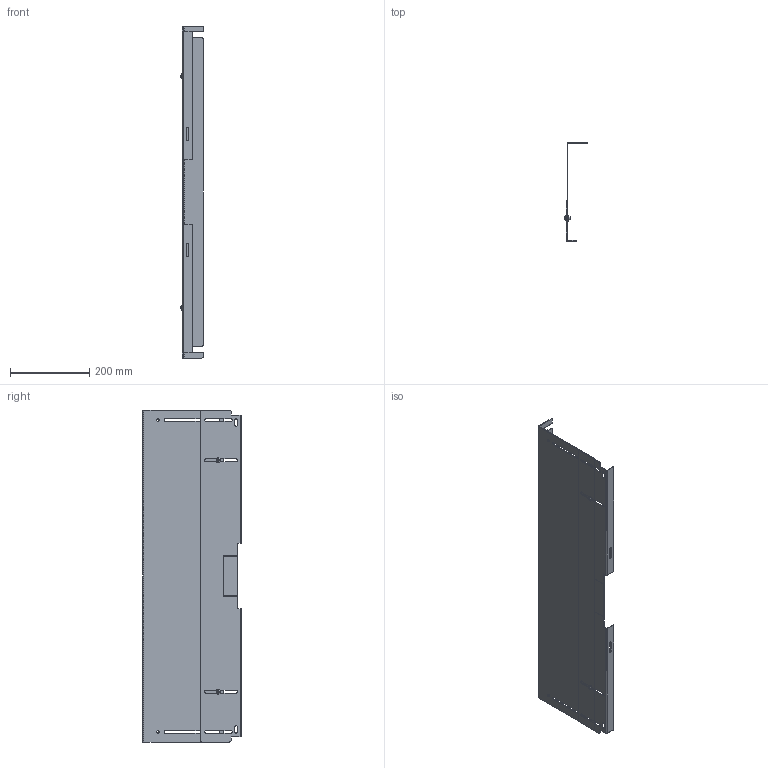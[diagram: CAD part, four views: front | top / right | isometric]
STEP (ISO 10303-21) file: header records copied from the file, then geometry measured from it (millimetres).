
FILE_DESCRIPTION (( 'STEP AP203' ), '1' );
FILE_NAME ('BKWM3612_Default.step', '2019-11-12T21:01:47', ( '' ), ( '' ), 'SwSTEP 2.0', 'SolidWorks 2019', '' );
FILE_SCHEMA (( 'CONFIG_CONTROL_DESIGN' ));
Length unit declared in the file: inch
Products named in the file (1): BKWM3612_Default
Bounding box: 56.83 x 247.92 x 838.2 mm (x, y, z)
Volume: 555957.4 mm3; surface area: 619040.6 mm2
Topology: 6 solids, 6 shells, 216 faces, 580 edges, 380 vertices
Faces by surface type: plane 116, cylinder 78, bspline 14, torus 8
Entity records: 7137 total; most frequent: CARTESIAN_POINT 1531, ORIENTED_EDGE 1160, DIRECTION 1132, EDGE_CURVE 580, AXIS2_PLACEMENT_3D 389, VERTEX_POINT 380, VECTOR 354, LINE 354
